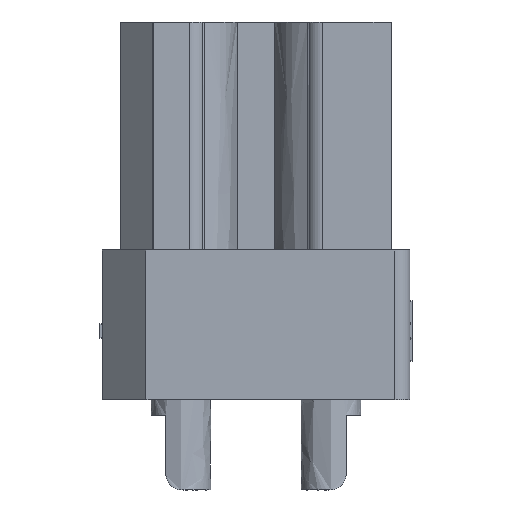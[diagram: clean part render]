
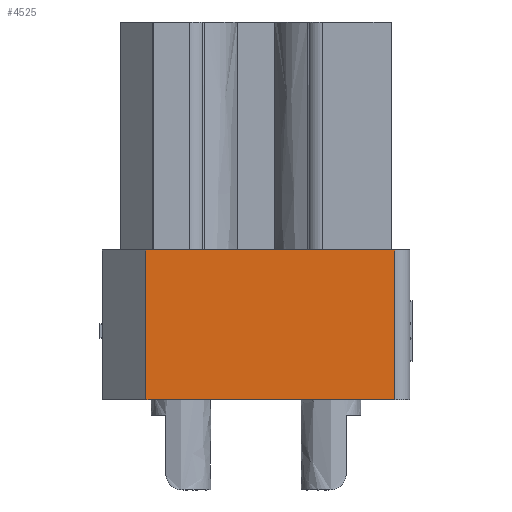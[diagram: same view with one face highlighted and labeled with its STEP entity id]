
A CAD part, left-side view. The second image highlights one B-rep face of the part: STEP entity #4525.
In plain terms, the highlighted free-form (B-spline) face has degree [1, 1] with [2, 2] control points.
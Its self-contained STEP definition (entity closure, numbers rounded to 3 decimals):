
#487 = VERTEX_POINT('',#488);
#488 = CARTESIAN_POINT('',(0.,0.44,-17.605));
#494 = EDGE_CURVE('',#495,#487,#497,.T.);
#495 = VERTEX_POINT('',#496);
#496 = CARTESIAN_POINT('',(0.,7.739,-17.605));
#497 = B_SPLINE_CURVE_WITH_KNOTS('',1,(#498,#499),.UNSPECIFIED.,.F.,.F.,
  (2,2),(-8.792,-0.5),.PIECEWISE_BEZIER_KNOTS.);
#498 = CARTESIAN_POINT('',(0.,7.739,-17.605));
#499 = CARTESIAN_POINT('',(0.,0.44,-17.605));
#746 = VERTEX_POINT('',#747);
#747 = CARTESIAN_POINT('',(0.,7.739,-13.204));
#753 = EDGE_CURVE('',#746,#754,#756,.T.);
#754 = VERTEX_POINT('',#755);
#755 = CARTESIAN_POINT('',(0.,0.44,-13.204));
#756 = B_SPLINE_CURVE_WITH_KNOTS('',1,(#757,#758),.UNSPECIFIED.,.F.,.F.,
  (2,2),(-8.792,-0.5),.PIECEWISE_BEZIER_KNOTS.);
#757 = CARTESIAN_POINT('',(0.,7.739,-13.204));
#758 = CARTESIAN_POINT('',(0.,0.44,-13.204));
#4512 = EDGE_CURVE('',#754,#487,#4513,.T.);
#4513 = B_SPLINE_CURVE_WITH_KNOTS('',1,(#4514,#4515),.UNSPECIFIED.,.F.,
  .F.,(2,2),(0.,5.),.PIECEWISE_BEZIER_KNOTS.);
#4514 = CARTESIAN_POINT('',(0.,0.44,-13.204));
#4515 = CARTESIAN_POINT('',(0.,0.44,-17.605));
#4525 = ADVANCED_FACE('',(#4526),#4536,.T.);
#4526 = FACE_BOUND('',#4527,.T.);
#4527 = EDGE_LOOP('',(#4528,#4529,#4534,#4535));
#4528 = ORIENTED_EDGE('',*,*,#753,.F.);
#4529 = ORIENTED_EDGE('',*,*,#4530,.T.);
#4530 = EDGE_CURVE('',#746,#495,#4531,.T.);
#4531 = B_SPLINE_CURVE_WITH_KNOTS('',1,(#4532,#4533),.UNSPECIFIED.,.F.,
  .F.,(2,2),(0.,5.),.PIECEWISE_BEZIER_KNOTS.);
#4532 = CARTESIAN_POINT('',(0.,7.739,-13.204));
#4533 = CARTESIAN_POINT('',(0.,7.739,-17.605));
#4534 = ORIENTED_EDGE('',*,*,#494,.T.);
#4535 = ORIENTED_EDGE('',*,*,#4512,.F.);
#4536 = B_SPLINE_SURFACE_WITH_KNOTS('',1,1,(
    (#4537,#4538)
    ,(#4539,#4540
    )),.UNSPECIFIED.,.F.,.F.,.F.,(2,2),(2,2),(0.,8.292),(-5.,0.
    ),.PIECEWISE_BEZIER_KNOTS.);
#4537 = CARTESIAN_POINT('',(0.,7.739,-17.605));
#4538 = CARTESIAN_POINT('',(0.,7.739,-13.204));
#4539 = CARTESIAN_POINT('',(0.,0.44,-17.605));
#4540 = CARTESIAN_POINT('',(0.,0.44,-13.204));
